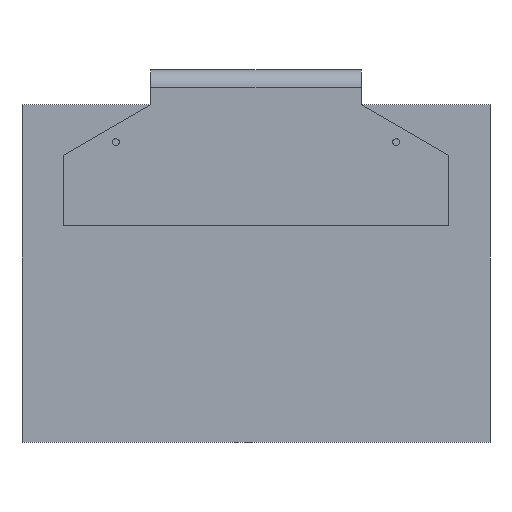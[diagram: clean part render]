
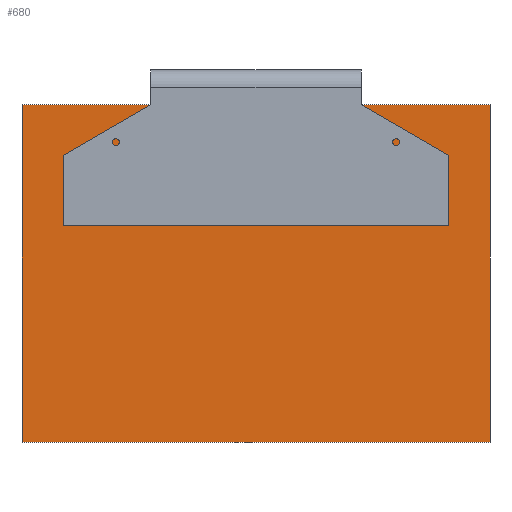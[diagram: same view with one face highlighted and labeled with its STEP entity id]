
A CAD part, front view. The second image highlights one B-rep face of the part: STEP entity #680.
In plain terms, the highlighted planar face has unit normal (0, -1, 0).
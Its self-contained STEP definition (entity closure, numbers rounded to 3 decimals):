
#62=FACE_OUTER_BOUND('',#108,.T.);
#108=EDGE_LOOP('',(#545,#546,#547,#548));
#165=LINE('',#1039,#247);
#169=LINE('',#1047,#251);
#172=LINE('',#1053,#254);
#175=LINE('',#1058,#257);
#247=VECTOR('',#850,10.);
#251=VECTOR('',#856,10.);
#254=VECTOR('',#861,10.);
#257=VECTOR('',#866,10.);
#319=VERTEX_POINT('',#1037);
#320=VERTEX_POINT('',#1038);
#323=VERTEX_POINT('',#1046);
#325=VERTEX_POINT('',#1052);
#393=EDGE_CURVE('',#319,#320,#165,.T.);
#397=EDGE_CURVE('',#323,#320,#169,.T.);
#400=EDGE_CURVE('',#325,#323,#172,.T.);
#403=EDGE_CURVE('',#319,#325,#175,.T.);
#545=ORIENTED_EDGE('',*,*,#403,.F.);
#546=ORIENTED_EDGE('',*,*,#393,.T.);
#547=ORIENTED_EDGE('',*,*,#397,.F.);
#548=ORIENTED_EDGE('',*,*,#400,.F.);
#641=PLANE('',#743);
#680=ADVANCED_FACE('',(#62),#641,.F.);
#743=AXIS2_PLACEMENT_3D('',#1061,#870,#871);
#850=DIRECTION('',(1.,0.,0.));
#856=DIRECTION('',(0.,0.,-1.));
#861=DIRECTION('',(1.,0.,0.));
#866=DIRECTION('',(0.,0.,1.));
#870=DIRECTION('center_axis',(0.,1.,0.));
#871=DIRECTION('ref_axis',(1.,0.,0.));
#1037=CARTESIAN_POINT('',(-13.35,0.,-13.373));
#1038=CARTESIAN_POINT('',(13.35,0.,-13.373));
#1039=CARTESIAN_POINT('',(-13.35,0.,-13.373));
#1046=CARTESIAN_POINT('',(13.35,0.,5.887));
#1047=CARTESIAN_POINT('',(13.35,0.,5.887));
#1052=CARTESIAN_POINT('',(-13.35,0.,5.887));
#1053=CARTESIAN_POINT('',(-13.35,0.,5.887));
#1058=CARTESIAN_POINT('',(-13.35,0.,0.));
#1061=CARTESIAN_POINT('Origin',(0.,0.,-3.743));
